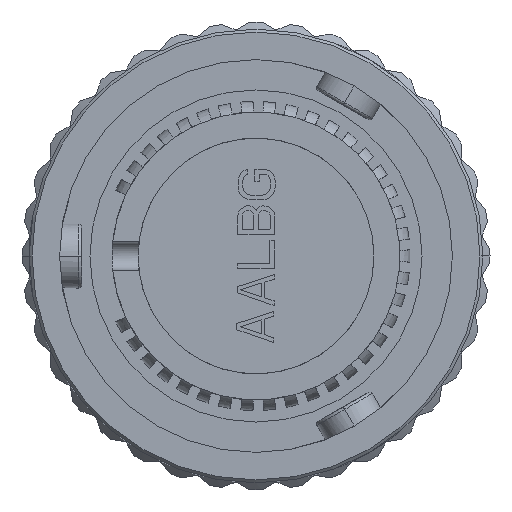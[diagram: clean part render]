
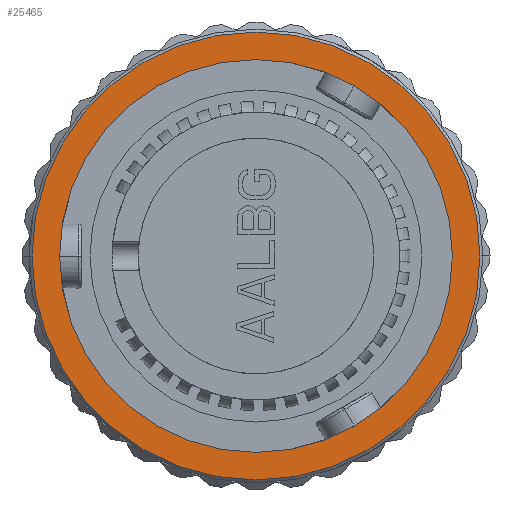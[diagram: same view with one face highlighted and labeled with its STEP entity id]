
A CAD part, left-side view. The second image highlights one B-rep face of the part: STEP entity #25465.
In plain terms, the highlighted planar face has unit normal (-1, 0, 0).
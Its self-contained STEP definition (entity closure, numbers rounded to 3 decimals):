
#2844=CARTESIAN_POINT('',(7.15,0.,0.));
#2845=DIRECTION('',(1.,0.,0.));
#2846=DIRECTION('',(0.,1.,0.));
#2847=AXIS2_PLACEMENT_3D('',#2844,#2845,#2846);
#2849=CARTESIAN_POINT('',(7.15,0.,0.));
#2850=DIRECTION('',(-1.,0.,0.));
#2851=DIRECTION('',(0.,1.,0.));
#2852=AXIS2_PLACEMENT_3D('',#2849,#2850,#2851);
#2854=CARTESIAN_POINT('',(7.15,0.,0.));
#2855=DIRECTION('',(1.,0.,0.));
#2856=DIRECTION('',(0.,1.,0.));
#2857=AXIS2_PLACEMENT_3D('',#2854,#2855,#2856);
#2859=CARTESIAN_POINT('',(7.15,0.,0.));
#2860=DIRECTION('',(-1.,0.,0.));
#2861=DIRECTION('',(0.,1.,0.));
#2862=AXIS2_PLACEMENT_3D('',#2859,#2860,#2861);
#20566=CARTESIAN_POINT('',(7.15,13.81,-0.001));
#20567=CARTESIAN_POINT('',(7.15,-13.81,0.001));
#20568=VERTEX_POINT('',#20566);
#20569=VERTEX_POINT('',#20567);
#20994=CARTESIAN_POINT('',(7.15,15.75,-0.001));
#20995=VERTEX_POINT('',#20994);
#20996=CARTESIAN_POINT('',(7.15,-15.75,0.001));
#20997=VERTEX_POINT('',#20996);
#25450=CARTESIAN_POINT('',(7.15,0.,0.));
#25451=DIRECTION('',(-1.,0.,0.));
#25452=DIRECTION('',(0.,-1.,0.));
#25453=AXIS2_PLACEMENT_3D('',#25450,#25451,#25452);
#25454=PLANE('952',#25453);
#25455=ORIENTED_EDGE('3794',*,*,#25436,.F.);
#25456=ORIENTED_EDGE('3796',*,*,#25418,.T.);
#25457=EDGE_LOOP('952',(#25455,#25456));
#25458=FACE_OUTER_BOUND('952',#25457,.F.);
#25460=ORIENTED_EDGE('3520',*,*,#25459,.F.);
#25462=ORIENTED_EDGE('3518',*,*,#25461,.T.);
#25463=EDGE_LOOP('952',(#25460,#25462));
#25464=FACE_BOUND('952',#25463,.F.);
#2848=CIRCLE('3796',#2847,15.75);
#2853=CIRCLE('3794',#2852,15.75);
#2858=CIRCLE('3520',#2857,13.81);
#2863=CIRCLE('3518',#2862,13.81);
#25418=EDGE_CURVE('3796',#20995,#20997,#2848,.T.);
#25436=EDGE_CURVE('3794',#20995,#20997,#2853,.T.);
#25459=EDGE_CURVE('3520',#20568,#20569,#2858,.T.);
#25461=EDGE_CURVE('3518',#20568,#20569,#2863,.T.);
#25465=ADVANCED_FACE('952',(#25458,#25464),#25454,.T.);
